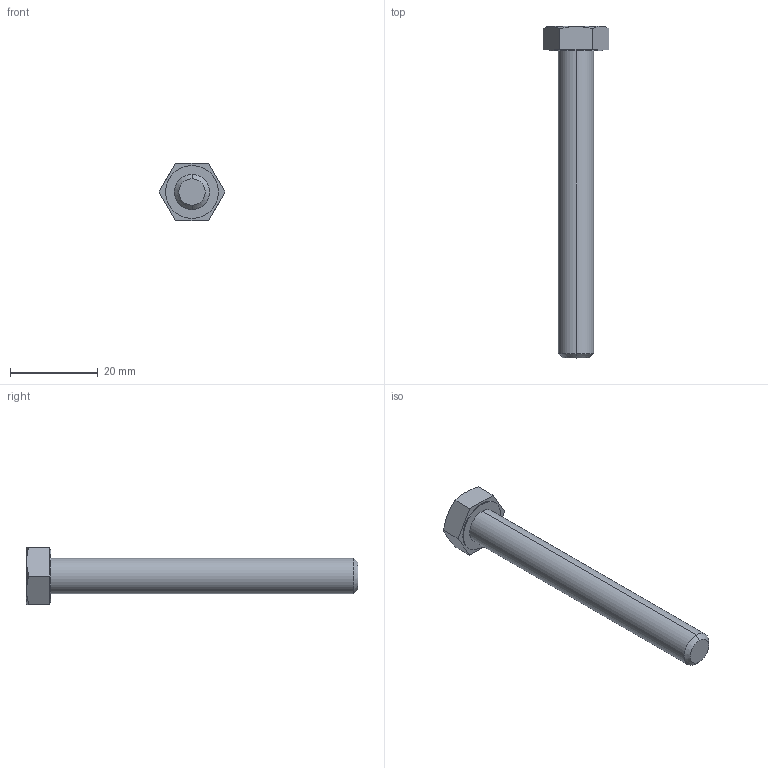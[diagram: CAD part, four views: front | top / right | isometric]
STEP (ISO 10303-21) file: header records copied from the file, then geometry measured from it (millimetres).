
FILE_DESCRIPTION (( 'STEP AP214' ), '1' );
FILE_NAME ('TH_M8x70.STEP', '2017-08-03T11:24:59', ( 'UTILISATEUR' ), ( 'Hewlett-Packard Company' ), 'SwSTEP 2.0', 'SolidWorks 2016', '' );
FILE_SCHEMA (( 'AUTOMOTIVE_DESIGN' ));
Length unit declared in the file: millimetre
Products named in the file (1): TH_M8x70
Bounding box: 15.01 x 75.6 x 13 mm (x, y, z)
Volume: 4303.9 mm3; surface area: 2280.2 mm2
Topology: 1 solids, 1 shells, 84 faces, 212 edges, 140 vertices
Faces by surface type: plane 50, bspline 26, cone 4, cylinder 4
Entity records: 3968 total; most frequent: CARTESIAN_POINT 2089, ORIENTED_EDGE 424, DIRECTION 284, EDGE_CURVE 212, VECTOR 142, LINE 142, VERTEX_POINT 140, EDGE_LOOP 94
